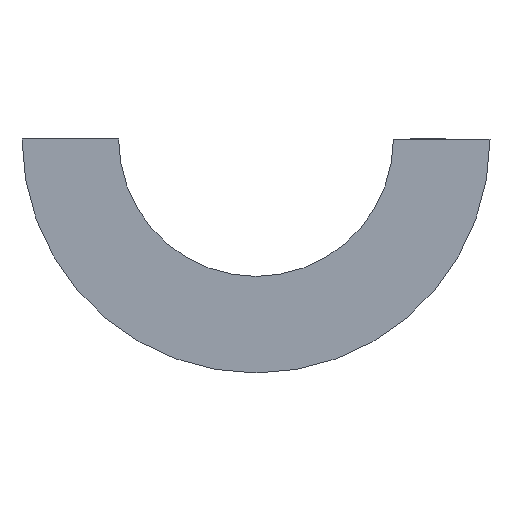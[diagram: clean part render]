
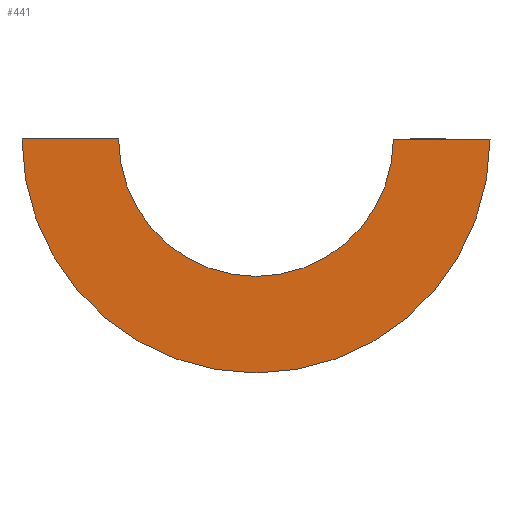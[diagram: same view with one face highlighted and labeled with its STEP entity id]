
A CAD part, left-side view. The second image highlights one B-rep face of the part: STEP entity #441.
In plain terms, the highlighted planar face has unit normal (-1, 0, 0).
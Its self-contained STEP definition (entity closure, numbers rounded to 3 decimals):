
#57=FACE_OUTER_BOUND('',#79,.T.);
#79=EDGE_LOOP('',(#401,#402,#403,#404));
#97=CIRCLE('',#493,26.4);
#98=CIRCLE('',#495,15.5);
#106=LINE('',#645,#141);
#131=LINE('',#844,#166);
#141=VECTOR('',#514,10.);
#166=VECTOR('',#597,10.);
#176=VERTEX_POINT('',#642);
#177=VERTEX_POINT('',#644);
#211=VERTEX_POINT('',#841);
#212=VERTEX_POINT('',#843);
#223=EDGE_CURVE('',#177,#176,#106,.T.);
#273=EDGE_CURVE('',#211,#212,#131,.T.);
#277=EDGE_CURVE('',#176,#212,#97,.T.);
#278=EDGE_CURVE('',#177,#211,#98,.T.);
#401=ORIENTED_EDGE('',*,*,#223,.T.);
#402=ORIENTED_EDGE('',*,*,#277,.T.);
#403=ORIENTED_EDGE('',*,*,#273,.F.);
#404=ORIENTED_EDGE('',*,*,#278,.F.);
#420=PLANE('',#494);
#441=ADVANCED_FACE('',(#57),#420,.T.);
#493=AXIS2_PLACEMENT_3D('',#851,#606,#607);
#494=AXIS2_PLACEMENT_3D('',#852,#608,#609);
#495=AXIS2_PLACEMENT_3D('',#853,#610,#611);
#514=DIRECTION('',(0.,1.,0.));
#597=DIRECTION('',(0.,-1.,0.));
#606=DIRECTION('center_axis',(-1.,0.,0.));
#607=DIRECTION('ref_axis',(0.,1.,0.));
#608=DIRECTION('center_axis',(-1.,0.,0.));
#609=DIRECTION('ref_axis',(0.,0.,1.));
#610=DIRECTION('center_axis',(-1.,0.,0.));
#611=DIRECTION('ref_axis',(0.,1.,0.));
#642=CARTESIAN_POINT('',(0.,26.4,0.));
#644=CARTESIAN_POINT('',(0.,15.5,0.));
#645=CARTESIAN_POINT('',(0.,15.5,0.));
#841=CARTESIAN_POINT('',(0.,-15.5,0.));
#843=CARTESIAN_POINT('',(0.,-26.4,0.));
#844=CARTESIAN_POINT('',(0.,-15.5,0.));
#851=CARTESIAN_POINT('Origin',(0.,0.,0.));
#852=CARTESIAN_POINT('Origin',(0.,15.5,0.));
#853=CARTESIAN_POINT('Origin',(0.,0.,0.));
